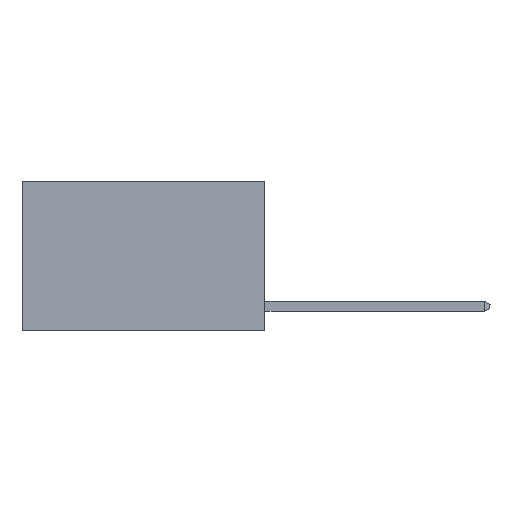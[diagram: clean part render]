
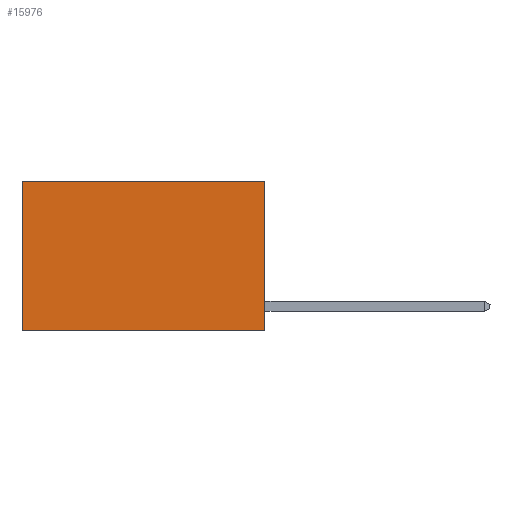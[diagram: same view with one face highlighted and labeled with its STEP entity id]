
A CAD part, left-side view. The second image highlights one B-rep face of the part: STEP entity #15976.
In plain terms, the highlighted planar face has unit normal (-1, 0, 0).
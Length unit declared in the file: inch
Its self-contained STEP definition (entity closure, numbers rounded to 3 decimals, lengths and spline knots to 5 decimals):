
#250 = ORIENTED_EDGE ( 'NONE', *, *, #20303, .T. ) ;
#1333 = VECTOR ( 'NONE', #20583, 39.37008 ) ;
#3103 = CARTESIAN_POINT ( 'NONE',  ( 0.2625, 0.6, 0. ) ) ;
#3975 = LINE ( 'NONE', #26742, #13182 ) ;
#4372 = LINE ( 'NONE', #20391, #5880 ) ;
#5339 = EDGE_LOOP ( 'NONE', ( #250, #19928, #9857, #8649 ) ) ;
#5880 = VECTOR ( 'NONE', #16187, 39.37008 ) ;
#6236 = VERTEX_POINT ( 'NONE', #10715 ) ;
#7062 = DIRECTION ( 'NONE',  ( 1., 0., 0. ) ) ;
#7329 = LINE ( 'NONE', #23227, #15563 ) ;
#8649 = ORIENTED_EDGE ( 'NONE', *, *, #12617, .T. ) ;
#9857 = ORIENTED_EDGE ( 'NONE', *, *, #26372, .F. ) ;
#9873 = VERTEX_POINT ( 'NONE', #3103 ) ;
#10715 = CARTESIAN_POINT ( 'NONE',  ( 0.2625, 0., 0. ) ) ;
#11045 = AXIS2_PLACEMENT_3D ( 'NONE', #23494, #7062, #23621 ) ;
#12617 = EDGE_CURVE ( 'NONE', #6236, #9873, #3975, .T. ) ;
#13182 = VECTOR ( 'NONE', #14684, 39.37008 ) ;
#13195 = FACE_OUTER_BOUND ( 'NONE', #5339, .T. ) ;
#14356 = LINE ( 'NONE', #22629, #1333 ) ;
#14684 = DIRECTION ( 'NONE',  ( 0., 1., 0. ) ) ;
#15563 = VECTOR ( 'NONE', #21189, 39.37008 ) ;
#15976 = ADVANCED_FACE ( 'NONE', ( #13195 ), #17398, .F. ) ;
#16187 = DIRECTION ( 'NONE',  ( 0., 0., -1. ) ) ;
#17398 = PLANE ( 'NONE',  #11045 ) ;
#19608 = CARTESIAN_POINT ( 'NONE',  ( 0.2625, 0.6, -0.37 ) ) ;
#19928 = ORIENTED_EDGE ( 'NONE', *, *, #22993, .F. ) ;
#20303 = EDGE_CURVE ( 'NONE', #9873, #21237, #7329, .T. ) ;
#20391 = CARTESIAN_POINT ( 'NONE',  ( 0.2625, 0., 0. ) ) ;
#20583 = DIRECTION ( 'NONE',  ( 0., 1., 0. ) ) ;
#21189 = DIRECTION ( 'NONE',  ( 0., 0., -1. ) ) ;
#21237 = VERTEX_POINT ( 'NONE', #19608 ) ;
#22629 = CARTESIAN_POINT ( 'NONE',  ( 0.2625, 0., -0.37 ) ) ;
#22993 = EDGE_CURVE ( 'NONE', #26267, #21237, #14356, .T. ) ;
#23227 = CARTESIAN_POINT ( 'NONE',  ( 0.2625, 0.6, 0. ) ) ;
#23494 = CARTESIAN_POINT ( 'NONE',  ( 0.2625, 0., 0. ) ) ;
#23621 = DIRECTION ( 'NONE',  ( 0., 0., -1. ) ) ;
#24730 = CARTESIAN_POINT ( 'NONE',  ( 0.2625, 0., -0.37 ) ) ;
#26267 = VERTEX_POINT ( 'NONE', #24730 ) ;
#26372 = EDGE_CURVE ( 'NONE', #6236, #26267, #4372, .T. ) ;
#26742 = CARTESIAN_POINT ( 'NONE',  ( 0.2625, 0., 0. ) ) ;
